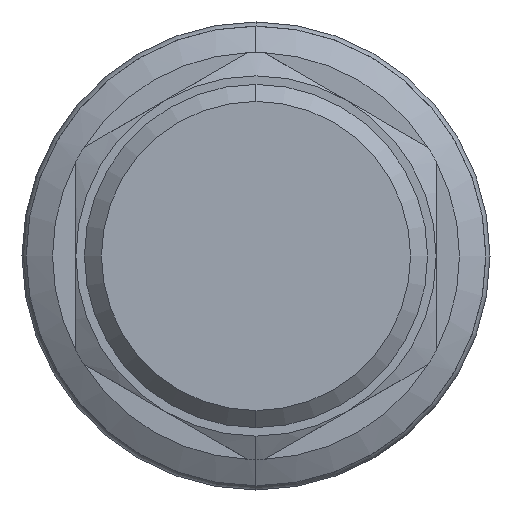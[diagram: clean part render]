
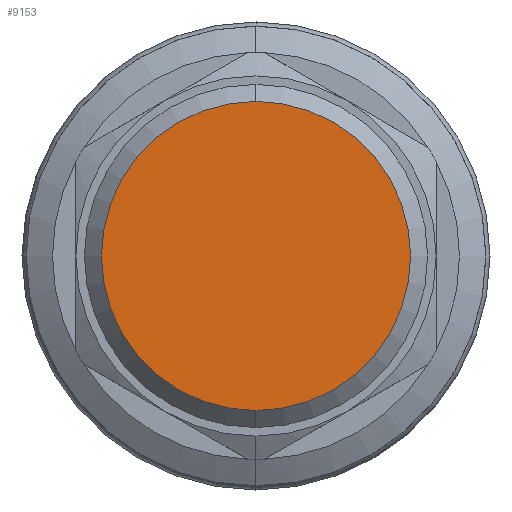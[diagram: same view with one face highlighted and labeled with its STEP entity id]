
A CAD part, left-side view. The second image highlights one B-rep face of the part: STEP entity #9153.
In plain terms, the highlighted planar face has unit normal (-1, 0, 0).
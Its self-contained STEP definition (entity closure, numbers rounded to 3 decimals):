
#5 = AXIS2_PLACEMENT_3D ( 'NONE', #5767, #3183, #13267 ) ;
#600 = CIRCLE ( 'NONE', #10821, 13.6 ) ;
#1722 = DIRECTION ( 'NONE',  ( 1., 0., 0. ) ) ;
#3183 = DIRECTION ( 'NONE',  ( -1., 0., 0. ) ) ;
#3959 = EDGE_LOOP ( 'NONE', ( #13293, #14606 ) ) ;
#4218 = DIRECTION ( 'NONE',  ( -1., 0., 0. ) ) ;
#5767 = CARTESIAN_POINT ( 'NONE',  ( -45.485, 0., 0. ) ) ;
#6954 = AXIS2_PLACEMENT_3D ( 'NONE', #15813, #1722, #9446 ) ;
#7988 = PLANE ( 'NONE',  #6954 ) ;
#8202 = EDGE_CURVE ( 'NONE', #15274, #11274, #600, .T. ) ;
#8609 = CARTESIAN_POINT ( 'NONE',  ( -45.485, 0., -13.6 ) ) ;
#9153 = ADVANCED_FACE ( 'NONE', ( #11170 ), #7988, .F. ) ;
#9446 = DIRECTION ( 'NONE',  ( 0., 0., -1. ) ) ;
#10225 = EDGE_CURVE ( 'NONE', #11274, #15274, #14378, .T. ) ;
#10394 = DIRECTION ( 'NONE',  ( 0., 0., 1. ) ) ;
#10821 = AXIS2_PLACEMENT_3D ( 'NONE', #11899, #4218, #10394 ) ;
#11170 = FACE_OUTER_BOUND ( 'NONE', #3959, .T. ) ;
#11274 = VERTEX_POINT ( 'NONE', #8609 ) ;
#11899 = CARTESIAN_POINT ( 'NONE',  ( -45.485, 0., 0. ) ) ;
#13267 = DIRECTION ( 'NONE',  ( 0., 0., 1. ) ) ;
#13293 = ORIENTED_EDGE ( 'NONE', *, *, #10225, .T. ) ;
#14378 = CIRCLE ( 'NONE', #5, 13.6 ) ;
#14606 = ORIENTED_EDGE ( 'NONE', *, *, #8202, .T. ) ;
#15274 = VERTEX_POINT ( 'NONE', #15548 ) ;
#15548 = CARTESIAN_POINT ( 'NONE',  ( -45.485, 0., 13.6 ) ) ;
#15813 = CARTESIAN_POINT ( 'NONE',  ( -45.485, 0., 0. ) ) ;
